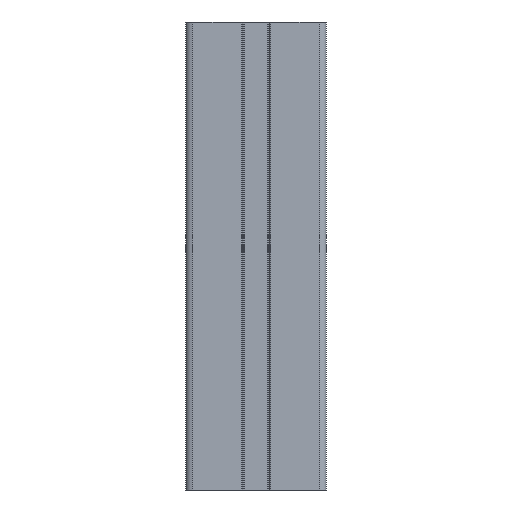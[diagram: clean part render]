
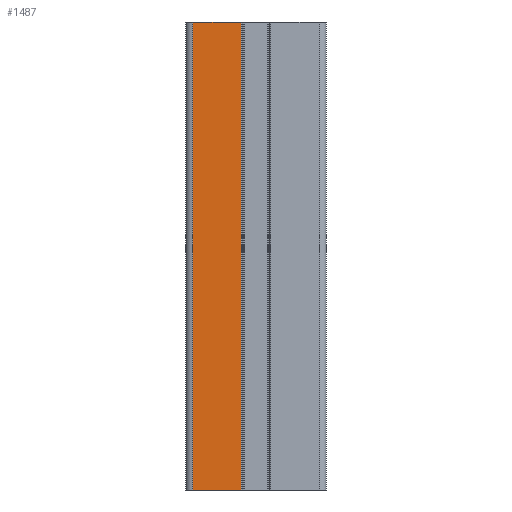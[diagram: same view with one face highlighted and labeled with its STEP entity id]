
A CAD part, left-side view. The second image highlights one B-rep face of the part: STEP entity #1487.
In plain terms, the highlighted planar face has unit normal (-1, 0, 0).
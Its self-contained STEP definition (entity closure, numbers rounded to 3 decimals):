
#354 = LINE ( 'NONE', #5810, #1619 ) ;
#416 = CARTESIAN_POINT ( 'NONE',  ( -30., 27., 0. ) ) ;
#499 = DIRECTION ( 'NONE',  ( 0., -1., 0. ) ) ;
#658 = EDGE_LOOP ( 'NONE', ( #4706, #4509, #5225, #4758 ) ) ;
#947 = LINE ( 'NONE', #4847, #4116 ) ;
#1014 = CARTESIAN_POINT ( 'NONE',  ( -30., 6.3, 0. ) ) ;
#1083 = CARTESIAN_POINT ( 'NONE',  ( -30., 6.3, -200. ) ) ;
#1116 = DIRECTION ( 'NONE',  ( 0., -1., 0. ) ) ;
#1376 = CARTESIAN_POINT ( 'NONE',  ( -30., 27., -200. ) ) ;
#1487 = ADVANCED_FACE ( 'NONE', ( #3165 ), #5407, .T. ) ;
#1494 = VECTOR ( 'NONE', #1116, 1000. ) ;
#1619 = VECTOR ( 'NONE', #3671, 1000. ) ;
#1959 = CARTESIAN_POINT ( 'NONE',  ( -30., 27., -200. ) ) ;
#1984 = AXIS2_PLACEMENT_3D ( 'NONE', #4848, #7109, #3299 ) ;
#2514 = DIRECTION ( 'NONE',  ( 0., 0., 1. ) ) ;
#3165 = FACE_OUTER_BOUND ( 'NONE', #658, .T. ) ;
#3177 = VERTEX_POINT ( 'NONE', #1014 ) ;
#3262 = LINE ( 'NONE', #3327, #1494 ) ;
#3283 = EDGE_CURVE ( 'NONE', #4780, #4665, #3262, .T. ) ;
#3299 = DIRECTION ( 'NONE',  ( 0., -1., 0. ) ) ;
#3327 = CARTESIAN_POINT ( 'NONE',  ( -30., 6.3, -200. ) ) ;
#3548 = EDGE_CURVE ( 'NONE', #4780, #3665, #7019, .T. ) ;
#3665 = VERTEX_POINT ( 'NONE', #416 ) ;
#3671 = DIRECTION ( 'NONE',  ( 0., 0., 1. ) ) ;
#4116 = VECTOR ( 'NONE', #499, 1000. ) ;
#4509 = ORIENTED_EDGE ( 'NONE', *, *, #3548, .F. ) ;
#4665 = VERTEX_POINT ( 'NONE', #1083 ) ;
#4706 = ORIENTED_EDGE ( 'NONE', *, *, #6006, .F. ) ;
#4758 = ORIENTED_EDGE ( 'NONE', *, *, #5538, .T. ) ;
#4780 = VERTEX_POINT ( 'NONE', #1959 ) ;
#4847 = CARTESIAN_POINT ( 'NONE',  ( -30., 6.3, 0. ) ) ;
#4848 = CARTESIAN_POINT ( 'NONE',  ( -30., 6.3, -200. ) ) ;
#5225 = ORIENTED_EDGE ( 'NONE', *, *, #3283, .T. ) ;
#5407 = PLANE ( 'NONE',  #1984 ) ;
#5538 = EDGE_CURVE ( 'NONE', #4665, #3177, #354, .T. ) ;
#5810 = CARTESIAN_POINT ( 'NONE',  ( -30., 6.3, -200. ) ) ;
#6006 = EDGE_CURVE ( 'NONE', #3665, #3177, #947, .T. ) ;
#6750 = VECTOR ( 'NONE', #2514, 1000. ) ;
#7019 = LINE ( 'NONE', #1376, #6750 ) ;
#7109 = DIRECTION ( 'NONE',  ( -1., 0., 0. ) ) ;
